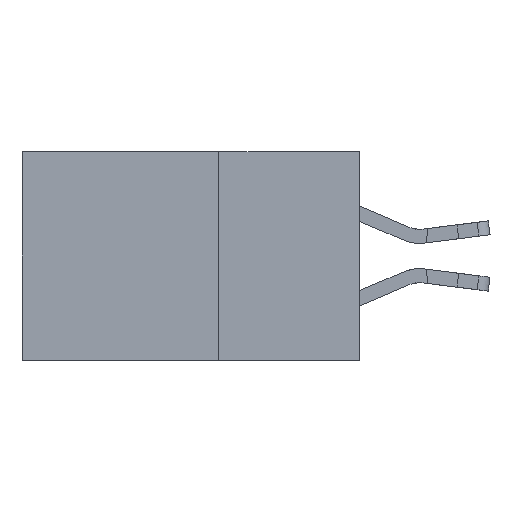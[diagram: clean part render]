
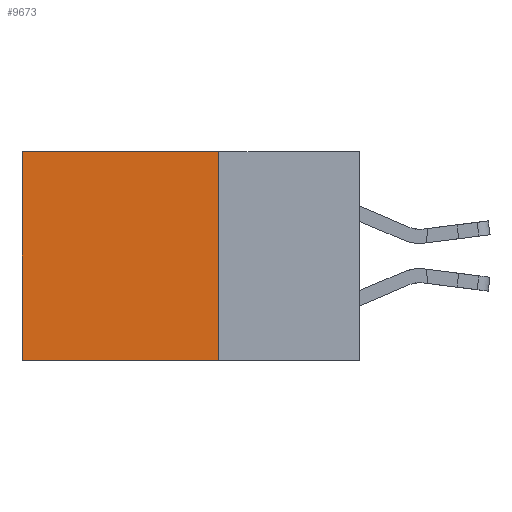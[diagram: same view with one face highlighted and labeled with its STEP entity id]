
A CAD part, left-side view. The second image highlights one B-rep face of the part: STEP entity #9673.
In plain terms, the highlighted planar face has unit normal (-1, 0, 0).
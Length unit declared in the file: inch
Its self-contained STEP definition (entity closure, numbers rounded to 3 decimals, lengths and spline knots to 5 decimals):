
#296 = ORIENTED_EDGE ( 'NONE', *, *, #18377, .F. ) ;
#847 = CARTESIAN_POINT ( 'NONE',  ( 0.2875, 0.25, 0. ) ) ;
#1638 = EDGE_CURVE ( 'NONE', #14469, #4338, #10223, .T. ) ;
#1957 = LINE ( 'NONE', #8080, #9624 ) ;
#2531 = CARTESIAN_POINT ( 'NONE',  ( 0.2875, 0.25, 0. ) ) ;
#2676 = ORIENTED_EDGE ( 'NONE', *, *, #9344, .T. ) ;
#2968 = EDGE_CURVE ( 'NONE', #14469, #4138, #4821, .T. ) ;
#3575 = CARTESIAN_POINT ( 'NONE',  ( 0.2875, 0.6, 0. ) ) ;
#4138 = VERTEX_POINT ( 'NONE', #10478 ) ;
#4267 = CARTESIAN_POINT ( 'NONE',  ( 0.2875, 0.25, 0. ) ) ;
#4306 = CARTESIAN_POINT ( 'NONE',  ( 0.2875, 0.6, -0.37 ) ) ;
#4338 = VERTEX_POINT ( 'NONE', #3575 ) ;
#4821 = LINE ( 'NONE', #15544, #15229 ) ;
#7494 = ORIENTED_EDGE ( 'NONE', *, *, #2968, .F. ) ;
#8080 = CARTESIAN_POINT ( 'NONE',  ( 0.2875, 0.25, -0.37 ) ) ;
#8595 = ORIENTED_EDGE ( 'NONE', *, *, #1638, .T. ) ;
#9084 = AXIS2_PLACEMENT_3D ( 'NONE', #847, #15526, #14360 ) ;
#9344 = EDGE_CURVE ( 'NONE', #4338, #10443, #11728, .T. ) ;
#9624 = VECTOR ( 'NONE', #15553, 39.37008 ) ;
#9673 = ADVANCED_FACE ( 'NONE', ( #11225 ), #11417, .F. ) ;
#10223 = LINE ( 'NONE', #2531, #14206 ) ;
#10443 = VERTEX_POINT ( 'NONE', #4306 ) ;
#10478 = CARTESIAN_POINT ( 'NONE',  ( 0.2875, 0.25, -0.37 ) ) ;
#10842 = DIRECTION ( 'NONE',  ( 0., 0., -1. ) ) ;
#11225 = FACE_OUTER_BOUND ( 'NONE', #18435, .T. ) ;
#11417 = PLANE ( 'NONE',  #9084 ) ;
#11599 = VECTOR ( 'NONE', #13295, 39.37008 ) ;
#11728 = LINE ( 'NONE', #16411, #11599 ) ;
#13172 = DIRECTION ( 'NONE',  ( 0., 1., 0. ) ) ;
#13295 = DIRECTION ( 'NONE',  ( 0., 0., -1. ) ) ;
#14206 = VECTOR ( 'NONE', #13172, 39.37008 ) ;
#14360 = DIRECTION ( 'NONE',  ( 0., 0., -1. ) ) ;
#14469 = VERTEX_POINT ( 'NONE', #4267 ) ;
#15229 = VECTOR ( 'NONE', #10842, 39.37008 ) ;
#15526 = DIRECTION ( 'NONE',  ( 1., 0., 0. ) ) ;
#15544 = CARTESIAN_POINT ( 'NONE',  ( 0.2875, 0.25, 0. ) ) ;
#15553 = DIRECTION ( 'NONE',  ( 0., 1., 0. ) ) ;
#16411 = CARTESIAN_POINT ( 'NONE',  ( 0.2875, 0.6, 0. ) ) ;
#18377 = EDGE_CURVE ( 'NONE', #4138, #10443, #1957, .T. ) ;
#18435 = EDGE_LOOP ( 'NONE', ( #2676, #296, #7494, #8595 ) ) ;
